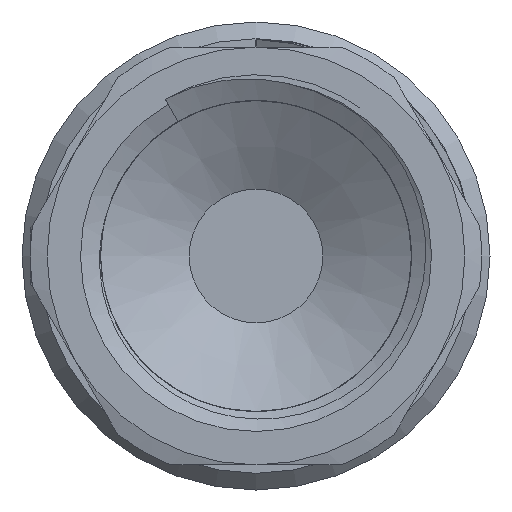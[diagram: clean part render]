
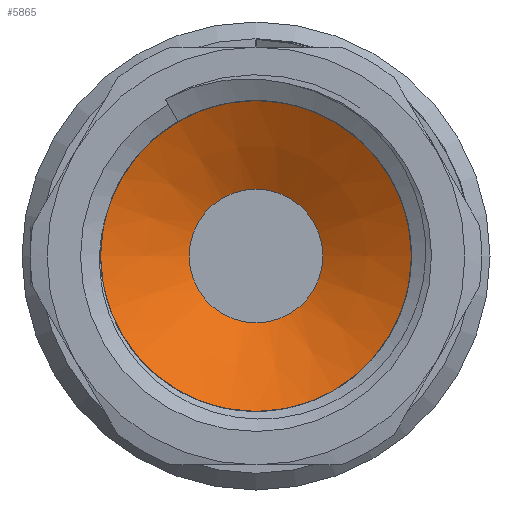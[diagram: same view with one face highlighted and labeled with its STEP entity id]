
A CAD part, left-side view. The second image highlights one B-rep face of the part: STEP entity #5865.
In plain terms, the highlighted conical face has half-angle 60 degrees and reference radius 9.3 mm.
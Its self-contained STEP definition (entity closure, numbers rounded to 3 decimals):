
#277=CONICAL_SURFACE('',#6534,9.3,1.047);
#649=FACE_OUTER_BOUND('',#1015,.T.);
#1015=EDGE_LOOP('',(#4929,#4930,#4931,#4932,#4933,#4934));
#1390=CIRCLE('',#6489,9.3);
#1391=CIRCLE('',#6490,9.3);
#1422=CIRCLE('',#6532,4.);
#1423=CIRCLE('',#6533,4.);
#1852=LINE('',#20117,#2133);
#2133=VECTOR('',#7947,9.3);
#2645=VERTEX_POINT('',#19938);
#2646=VERTEX_POINT('',#19939);
#2681=VERTEX_POINT('',#20111);
#2682=VERTEX_POINT('',#20113);
#3426=EDGE_CURVE('',#2645,#2646,#1390,.T.);
#3427=EDGE_CURVE('',#2646,#2645,#1391,.T.);
#3473=EDGE_CURVE('',#2681,#2682,#1422,.T.);
#3474=EDGE_CURVE('',#2682,#2681,#1423,.T.);
#3475=EDGE_CURVE('',#2681,#2646,#1852,.T.);
#4929=ORIENTED_EDGE('',*,*,#3474,.F.);
#4930=ORIENTED_EDGE('',*,*,#3473,.F.);
#4931=ORIENTED_EDGE('',*,*,#3475,.T.);
#4932=ORIENTED_EDGE('',*,*,#3427,.T.);
#4933=ORIENTED_EDGE('',*,*,#3426,.T.);
#4934=ORIENTED_EDGE('',*,*,#3475,.F.);
#5865=ADVANCED_FACE('',(#649),#277,.F.);
#6489=AXIS2_PLACEMENT_3D('',#19940,#7844,#7845);
#6490=AXIS2_PLACEMENT_3D('',#19941,#7846,#7847);
#6532=AXIS2_PLACEMENT_3D('',#20114,#7941,#7942);
#6533=AXIS2_PLACEMENT_3D('',#20115,#7943,#7944);
#6534=AXIS2_PLACEMENT_3D('',#20116,#7945,#7946);
#7844=DIRECTION('center_axis',(-1.,0.,0.));
#7845=DIRECTION('ref_axis',(0.,0.5,0.866));
#7846=DIRECTION('center_axis',(-1.,0.,0.));
#7847=DIRECTION('ref_axis',(0.,0.5,0.866));
#7941=DIRECTION('center_axis',(-1.,0.,0.));
#7942=DIRECTION('ref_axis',(0.,0.5,0.866));
#7943=DIRECTION('center_axis',(-1.,0.,0.));
#7944=DIRECTION('ref_axis',(0.,0.5,0.866));
#7945=DIRECTION('center_axis',(-1.,0.,0.));
#7946=DIRECTION('ref_axis',(0.,0.5,0.866));
#7947=DIRECTION('',(-0.5,-0.433,-0.75));
#19938=CARTESIAN_POINT('',(-18.4,4.65,8.054));
#19939=CARTESIAN_POINT('',(-18.4,-4.65,-8.054));
#19940=CARTESIAN_POINT('Origin',(-18.4,0.,
0.));
#19941=CARTESIAN_POINT('Origin',(-18.4,0.,
0.));
#20111=CARTESIAN_POINT('',(-15.34,-2.,-3.464));
#20113=CARTESIAN_POINT('',(-15.34,2.,3.464));
#20114=CARTESIAN_POINT('Origin',(-15.34,0.,
0.));
#20115=CARTESIAN_POINT('Origin',(-15.34,0.,
0.));
#20116=CARTESIAN_POINT('Origin',(-18.4,0.,
0.));
#20117=CARTESIAN_POINT('',(-18.4,-4.65,-8.054));
